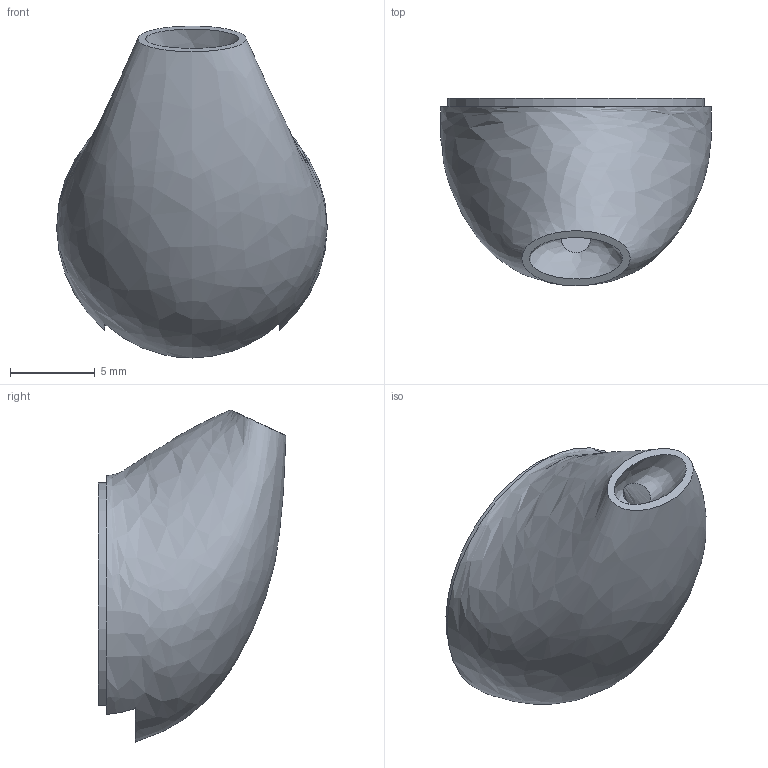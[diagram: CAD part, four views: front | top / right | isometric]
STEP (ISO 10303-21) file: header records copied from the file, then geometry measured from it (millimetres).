
FILE_DESCRIPTION(/* description */ (''),/* implementation_level */ '2;1');
FILE_NAME(/* name */ 'Bottom cap v109.step',/* time_stamp */ '2018-01-31T11:02:33+01:00',/* author */ ('albane.imbert'),/* organization */ (''),/* preprocessor_version */ 'ST-DEVELOPER v16.13',/* originating_system */ 'Autodesk Translation Framework v6.5.0.72',/* authorisation */ '');
FILE_SCHEMA (('AUTOMOTIVE_DESIGN { 1 0 10303 214 3 1 1 }'));
Length unit declared in the file: millimetre
Products named in the file (1): Bottom cap
Bounding box: 16 x 11.12 x 19.65 mm (x, y, z)
Volume: 535.8 mm3; surface area: 1416.4 mm2
Topology: 3 solids, 4 shells, 70 faces, 191 edges, 124 vertices
Faces by surface type: plane 60, bspline 7, cylinder 3
Entity records: 3997 total; most frequent: CARTESIAN_POINT 2348, ORIENTED_EDGE 382, DIRECTION 252, EDGE_CURVE 191, VERTEX_POINT 124, LINE 96, VECTOR 96, B_SPLINE_CURVE_WITH_KNOTS 81
